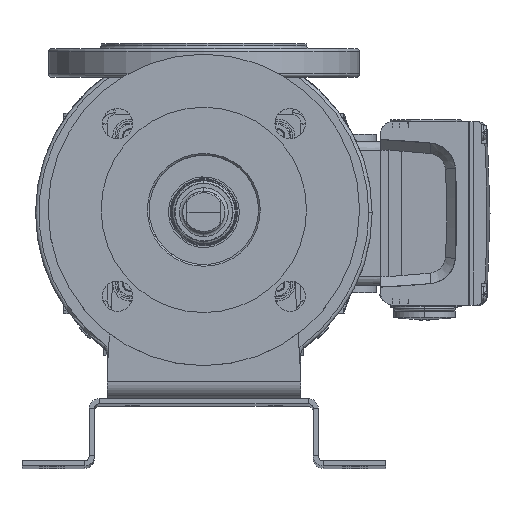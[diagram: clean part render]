
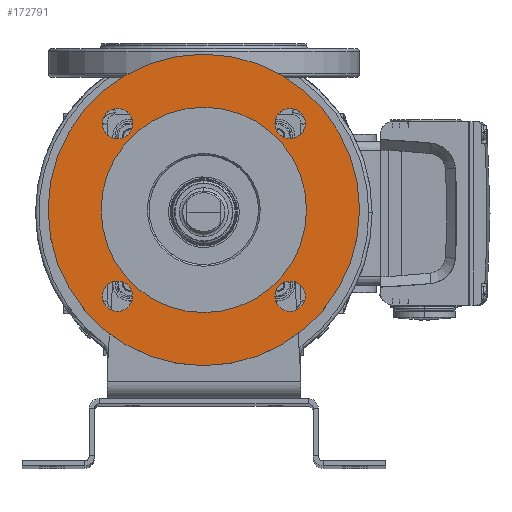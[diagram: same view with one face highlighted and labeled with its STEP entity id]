
A CAD part, top view. The second image highlights one B-rep face of the part: STEP entity #172791.
In plain terms, the highlighted planar face has unit normal (0, 0, 1).
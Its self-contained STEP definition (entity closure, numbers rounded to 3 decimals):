
#1198 = ORIENTED_EDGE ( 'NONE', *, *, #105077, .F. ) ;
#1822 = CIRCLE ( 'NONE', #87820, 92.5 ) ;
#2679 = DIRECTION ( 'NONE',  ( 0., 0., -1. ) ) ;
#4473 = VERTEX_POINT ( 'NONE', #64678 ) ;
#4660 = DIRECTION ( 'NONE',  ( 0., 0., -1. ) ) ;
#4661 = DIRECTION ( 'NONE',  ( 0., 0., -1. ) ) ;
#4794 = DIRECTION ( 'NONE',  ( -1., 0., 0. ) ) ;
#6865 = CIRCLE ( 'NONE', #156289, 9. ) ;
#9419 = EDGE_CURVE ( 'NONE', #32073, #47605, #47017, .T. ) ;
#14065 = EDGE_CURVE ( 'NONE', #53334, #110310, #179790, .T. ) ;
#14395 = EDGE_CURVE ( 'NONE', #47605, #32073, #1822, .T. ) ;
#17914 = EDGE_LOOP ( 'NONE', ( #19460, #41501 ) ) ;
#18902 = DIRECTION ( 'NONE',  ( 1., 0., 0. ) ) ;
#19460 = ORIENTED_EDGE ( 'NONE', *, *, #14395, .T. ) ;
#21209 = DIRECTION ( 'NONE',  ( -1., 0., 0. ) ) ;
#21310 = CARTESIAN_POINT ( 'NONE',  ( 221.681, 519.138, 1259.863 ) ) ;
#21395 = CARTESIAN_POINT ( 'NONE',  ( 272.946, 570.404, 1259.863 ) ) ;
#22153 = ORIENTED_EDGE ( 'NONE', *, *, #103529, .T. ) ;
#23856 = FACE_BOUND ( 'NONE', #119540, .T. ) ;
#30885 = CARTESIAN_POINT ( 'NONE',  ( 179.415, 467.873, 1259.863 ) ) ;
#31735 = CARTESIAN_POINT ( 'NONE',  ( 170.415, 467.873, 1259.863 ) ) ;
#32073 = VERTEX_POINT ( 'NONE', #97478 ) ;
#33625 = AXIS2_PLACEMENT_3D ( 'NONE', #95525, #141105, #4794 ) ;
#33866 = DIRECTION ( 'NONE',  ( 0., 0., 1. ) ) ;
#35877 = FACE_BOUND ( 'NONE', #141153, .T. ) ;
#36990 = CARTESIAN_POINT ( 'NONE',  ( 179.415, 570.404, 1259.863 ) ) ;
#39878 = CARTESIAN_POINT ( 'NONE',  ( 281.946, 570.404, 1259.863 ) ) ;
#41501 = ORIENTED_EDGE ( 'NONE', *, *, #9419, .T. ) ;
#41734 = AXIS2_PLACEMENT_3D ( 'NONE', #31735, #2679, #63613 ) ;
#47017 = CIRCLE ( 'NONE', #164539, 92.5 ) ;
#47605 = VERTEX_POINT ( 'NONE', #139428 ) ;
#51887 = CARTESIAN_POINT ( 'NONE',  ( 221.681, 519.138, 1259.863 ) ) ;
#53334 = VERTEX_POINT ( 'NONE', #187204 ) ;
#53842 = DIRECTION ( 'NONE',  ( -1., 0., 0. ) ) ;
#58709 = CARTESIAN_POINT ( 'NONE',  ( 281.946, 467.873, 1259.863 ) ) ;
#61463 = VERTEX_POINT ( 'NONE', #36990 ) ;
#61887 = CARTESIAN_POINT ( 'NONE',  ( 221.681, 519.138, 1259.863 ) ) ;
#63613 = DIRECTION ( 'NONE',  ( -1., 0., 0. ) ) ;
#64294 = AXIS2_PLACEMENT_3D ( 'NONE', #144190, #68816, #53842 ) ;
#64678 = CARTESIAN_POINT ( 'NONE',  ( 160.681, 519.138, 1259.863 ) ) ;
#64837 = CIRCLE ( 'NONE', #175976, 9. ) ;
#66783 = CARTESIAN_POINT ( 'NONE',  ( 263.946, 570.404, 1259.863 ) ) ;
#66796 = FACE_OUTER_BOUND ( 'NONE', #17914, .T. ) ;
#68816 = DIRECTION ( 'NONE',  ( 0., 0., -1. ) ) ;
#78479 = DIRECTION ( 'NONE',  ( -1., 0., 0. ) ) ;
#79140 = EDGE_CURVE ( 'NONE', #61463, #102310, #179817, .T. ) ;
#82005 = DIRECTION ( 'NONE',  ( 1., 0., 0. ) ) ;
#83000 = AXIS2_PLACEMENT_3D ( 'NONE', #51887, #158212, #130366 ) ;
#83699 = FACE_BOUND ( 'NONE', #185880, .T. ) ;
#87820 = AXIS2_PLACEMENT_3D ( 'NONE', #21310, #128753, #131679 ) ;
#92454 = DIRECTION ( 'NONE',  ( -1., 0., 0. ) ) ;
#95400 = CARTESIAN_POINT ( 'NONE',  ( 272.946, 467.873, 1259.863 ) ) ;
#95525 = CARTESIAN_POINT ( 'NONE',  ( 272.946, 467.873, 1259.863 ) ) ;
#96383 = AXIS2_PLACEMENT_3D ( 'NONE', #183908, #4660, #78479 ) ;
#96913 = CARTESIAN_POINT ( 'NONE',  ( 170.415, 570.404, 1259.863 ) ) ;
#97478 = CARTESIAN_POINT ( 'NONE',  ( 129.181, 519.138, 1259.863 ) ) ;
#98944 = CARTESIAN_POINT ( 'NONE',  ( 161.415, 570.404, 1259.863 ) ) ;
#101075 = VERTEX_POINT ( 'NONE', #147693 ) ;
#102310 = VERTEX_POINT ( 'NONE', #98944 ) ;
#103053 = ORIENTED_EDGE ( 'NONE', *, *, #79140, .T. ) ;
#103529 = EDGE_CURVE ( 'NONE', #102310, #61463, #164836, .T. ) ;
#103583 = ORIENTED_EDGE ( 'NONE', *, *, #115666, .F. ) ;
#104692 = EDGE_LOOP ( 'NONE', ( #159139, #165746 ) ) ;
#105077 = EDGE_CURVE ( 'NONE', #101075, #4473, #133723, .T. ) ;
#110310 = VERTEX_POINT ( 'NONE', #58709 ) ;
#111886 = AXIS2_PLACEMENT_3D ( 'NONE', #124690, #157465, #82005 ) ;
#112553 = CARTESIAN_POINT ( 'NONE',  ( 221.681, 580.138, 1259.863 ) ) ;
#112789 = VERTEX_POINT ( 'NONE', #30885 ) ;
#112956 = ORIENTED_EDGE ( 'NONE', *, *, #14065, .T. ) ;
#115437 = PLANE ( 'NONE',  #142034 ) ;
#115666 = EDGE_CURVE ( 'NONE', #4473, #101075, #162601, .T. ) ;
#119540 = EDGE_LOOP ( 'NONE', ( #22153, #103053 ) ) ;
#124062 = ORIENTED_EDGE ( 'NONE', *, *, #158710, .T. ) ;
#124690 = CARTESIAN_POINT ( 'NONE',  ( 221.681, 519.138, 1259.863 ) ) ;
#125861 = DIRECTION ( 'NONE',  ( -1., 0., 0. ) ) ;
#128345 = FACE_BOUND ( 'NONE', #196152, .T. ) ;
#128753 = DIRECTION ( 'NONE',  ( 0., 0., 1. ) ) ;
#129331 = FACE_BOUND ( 'NONE', #104692, .T. ) ;
#129894 = AXIS2_PLACEMENT_3D ( 'NONE', #96913, #157447, #21209 ) ;
#130366 = DIRECTION ( 'NONE',  ( 1., 0., 0. ) ) ;
#131679 = DIRECTION ( 'NONE',  ( 1., 0., 0. ) ) ;
#133723 = CIRCLE ( 'NONE', #83000, 61. ) ;
#137819 = VERTEX_POINT ( 'NONE', #183836 ) ;
#139428 = CARTESIAN_POINT ( 'NONE',  ( 314.181, 519.138, 1259.863 ) ) ;
#140025 = ORIENTED_EDGE ( 'NONE', *, *, #160616, .T. ) ;
#141105 = DIRECTION ( 'NONE',  ( 0., 0., -1. ) ) ;
#141153 = EDGE_LOOP ( 'NONE', ( #1198, #103583 ) ) ;
#142034 = AXIS2_PLACEMENT_3D ( 'NONE', #112553, #159156, #173150 ) ;
#143773 = VERTEX_POINT ( 'NONE', #66783 ) ;
#144190 = CARTESIAN_POINT ( 'NONE',  ( 170.415, 467.873, 1259.863 ) ) ;
#146312 = EDGE_CURVE ( 'NONE', #137819, #112789, #178164, .T. ) ;
#147027 = VERTEX_POINT ( 'NONE', #39878 ) ;
#147693 = CARTESIAN_POINT ( 'NONE',  ( 282.681, 519.138, 1259.863 ) ) ;
#149886 = CIRCLE ( 'NONE', #64294, 9. ) ;
#155261 = CARTESIAN_POINT ( 'NONE',  ( 170.415, 570.404, 1259.863 ) ) ;
#156289 = AXIS2_PLACEMENT_3D ( 'NONE', #95400, #4661, #92454 ) ;
#157447 = DIRECTION ( 'NONE',  ( 0., 0., -1. ) ) ;
#157465 = DIRECTION ( 'NONE',  ( 0., 0., 1. ) ) ;
#158212 = DIRECTION ( 'NONE',  ( 0., 0., 1. ) ) ;
#158710 = EDGE_CURVE ( 'NONE', #110310, #53334, #6865, .T. ) ;
#159139 = ORIENTED_EDGE ( 'NONE', *, *, #146312, .T. ) ;
#159156 = DIRECTION ( 'NONE',  ( 0., 0., -1. ) ) ;
#160616 = EDGE_CURVE ( 'NONE', #143773, #147027, #64837, .T. ) ;
#162601 = CIRCLE ( 'NONE', #111886, 61. ) ;
#164539 = AXIS2_PLACEMENT_3D ( 'NONE', #61887, #33866, #18902 ) ;
#164836 = CIRCLE ( 'NONE', #129894, 9. ) ;
#165746 = ORIENTED_EDGE ( 'NONE', *, *, #192352, .T. ) ;
#170236 = AXIS2_PLACEMENT_3D ( 'NONE', #155261, #172277, #185227 ) ;
#172277 = DIRECTION ( 'NONE',  ( 0., 0., -1. ) ) ;
#172791 = ADVANCED_FACE ( 'NONE', ( #23856, #129331, #83699, #128345, #35877, #66796 ), #115437, .F. ) ;
#173150 = DIRECTION ( 'NONE',  ( -1., 0., 0. ) ) ;
#174716 = ORIENTED_EDGE ( 'NONE', *, *, #183754, .T. ) ;
#175710 = CIRCLE ( 'NONE', #96383, 9. ) ;
#175976 = AXIS2_PLACEMENT_3D ( 'NONE', #21395, #185597, #125861 ) ;
#178164 = CIRCLE ( 'NONE', #41734, 9. ) ;
#179790 = CIRCLE ( 'NONE', #33625, 9. ) ;
#179817 = CIRCLE ( 'NONE', #170236, 9. ) ;
#183754 = EDGE_CURVE ( 'NONE', #147027, #143773, #175710, .T. ) ;
#183836 = CARTESIAN_POINT ( 'NONE',  ( 161.415, 467.873, 1259.863 ) ) ;
#183908 = CARTESIAN_POINT ( 'NONE',  ( 272.946, 570.404, 1259.863 ) ) ;
#185227 = DIRECTION ( 'NONE',  ( -1., 0., 0. ) ) ;
#185597 = DIRECTION ( 'NONE',  ( 0., 0., -1. ) ) ;
#185880 = EDGE_LOOP ( 'NONE', ( #112956, #124062 ) ) ;
#187204 = CARTESIAN_POINT ( 'NONE',  ( 263.946, 467.873, 1259.863 ) ) ;
#192352 = EDGE_CURVE ( 'NONE', #112789, #137819, #149886, .T. ) ;
#196152 = EDGE_LOOP ( 'NONE', ( #140025, #174716 ) ) ;
